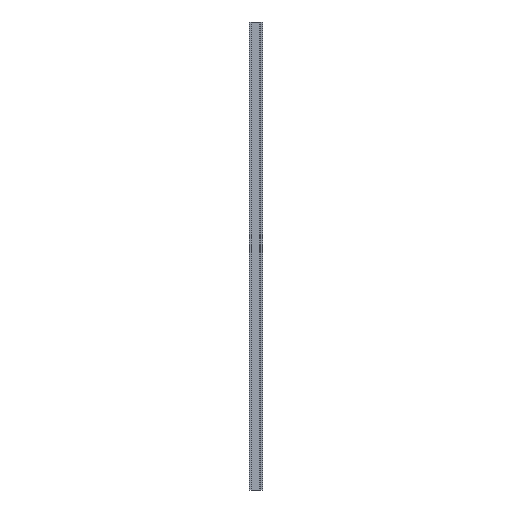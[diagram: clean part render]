
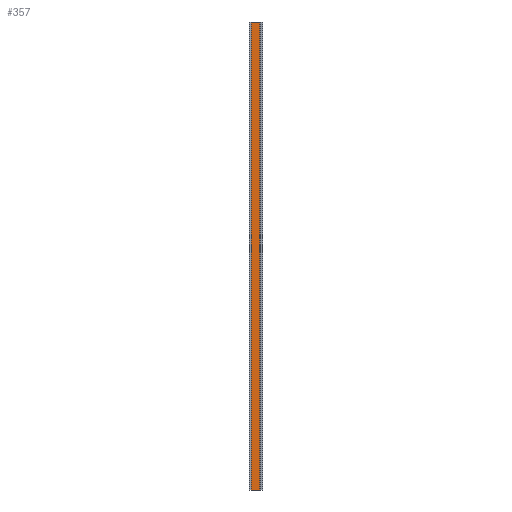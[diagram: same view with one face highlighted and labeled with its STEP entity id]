
A CAD part, left-side view. The second image highlights one B-rep face of the part: STEP entity #357.
In plain terms, the highlighted planar face has unit normal (-1, 0, 0).
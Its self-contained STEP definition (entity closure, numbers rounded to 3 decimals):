
#9 = FACE_OUTER_BOUND ( 'NONE', #574, .T. ) ;
#65 = VECTOR ( 'NONE', #848, 1000. ) ;
#69 = VECTOR ( 'NONE', #851, 1000. ) ;
#71 = LINE ( 'NONE', #860, #95 ) ;
#75 = LINE ( 'NONE', #905, #65 ) ;
#91 = LINE ( 'NONE', #918, #69 ) ;
#95 = VECTOR ( 'NONE', #858, 1000. ) ;
#96 = LINE ( 'NONE', #958, #115 ) ;
#100 = CARTESIAN_POINT ( 'NONE',  ( -0.75, 50.3, 0. ) ) ;
#115 = VECTOR ( 'NONE', #955, 1000. ) ;
#200 = VERTEX_POINT ( 'NONE', #447 ) ;
#260 = EDGE_CURVE ( 'NONE', #200, #440, #96, .T. ) ;
#274 = EDGE_CURVE ( 'NONE', #609, #440, #71, .T. ) ;
#278 = EDGE_CURVE ( 'NONE', #319, #609, #91, .T. ) ;
#281 = EDGE_CURVE ( 'NONE', #319, #200, #75, .T. ) ;
#319 = VERTEX_POINT ( 'NONE', #723 ) ;
#343 = AXIS2_PLACEMENT_3D ( 'NONE', #576, #568, #567 ) ;
#357 = ADVANCED_FACE ( 'NONE', ( #9 ), #573, .T. ) ;
#371 = ORIENTED_EDGE ( 'NONE', *, *, #274, .F. ) ;
#386 = ORIENTED_EDGE ( 'NONE', *, *, #278, .F. ) ;
#440 = VERTEX_POINT ( 'NONE', #478 ) ;
#447 = CARTESIAN_POINT ( 'NONE',  ( -0.75, 15.129, -2000. ) ) ;
#478 = CARTESIAN_POINT ( 'NONE',  ( -0.75, 15.129, 0. ) ) ;
#526 = ORIENTED_EDGE ( 'NONE', *, *, #281, .T. ) ;
#534 = ORIENTED_EDGE ( 'NONE', *, *, #260, .T. ) ;
#567 = DIRECTION ( 'NONE',  ( 0., -1., 0. ) ) ;
#568 = DIRECTION ( 'NONE',  ( -1., 0., 0. ) ) ;
#573 = PLANE ( 'NONE',  #343 ) ;
#574 = EDGE_LOOP ( 'NONE', ( #371, #386, #526, #534 ) ) ;
#576 = CARTESIAN_POINT ( 'NONE',  ( -0.75, 50.3, -2000. ) ) ;
#609 = VERTEX_POINT ( 'NONE', #100 ) ;
#723 = CARTESIAN_POINT ( 'NONE',  ( -0.75, 50.3, -2000. ) ) ;
#848 = DIRECTION ( 'NONE',  ( 0., -1., 0. ) ) ;
#851 = DIRECTION ( 'NONE',  ( 0., 0., 1. ) ) ;
#858 = DIRECTION ( 'NONE',  ( 0., -1., 0. ) ) ;
#860 = CARTESIAN_POINT ( 'NONE',  ( -0.75, 50.3, 0. ) ) ;
#905 = CARTESIAN_POINT ( 'NONE',  ( -0.75, 50.3, -2000. ) ) ;
#918 = CARTESIAN_POINT ( 'NONE',  ( -0.75, 50.3, -2000. ) ) ;
#955 = DIRECTION ( 'NONE',  ( 0., 0., 1. ) ) ;
#958 = CARTESIAN_POINT ( 'NONE',  ( -0.75, 15.129, -2000. ) ) ;
